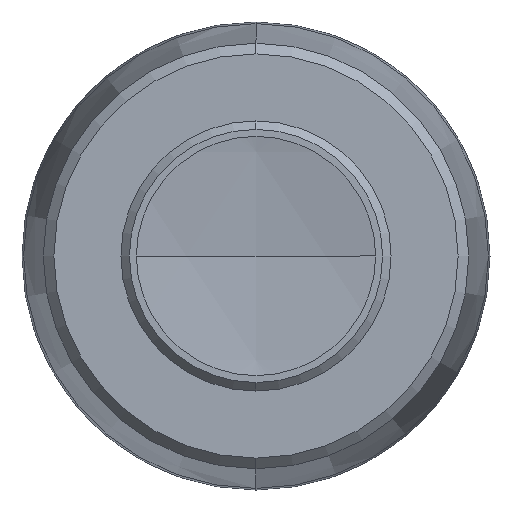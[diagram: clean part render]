
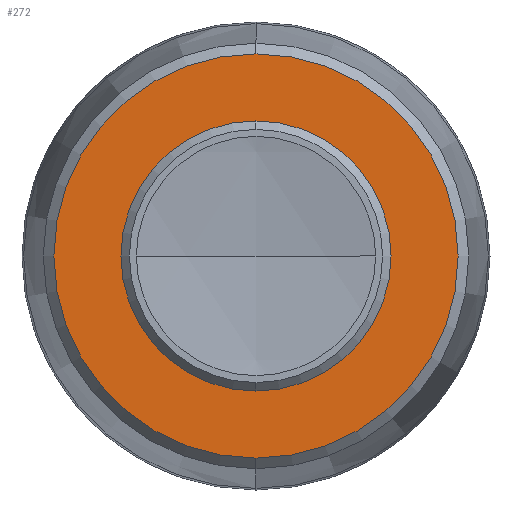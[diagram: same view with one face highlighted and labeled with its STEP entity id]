
A CAD part, left-side view. The second image highlights one B-rep face of the part: STEP entity #272.
In plain terms, the highlighted planar face has unit normal (-1, 0, 0).
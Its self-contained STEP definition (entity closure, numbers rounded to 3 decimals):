
#197 = EDGE_CURVE ( 'NONE', #198, #199, #1338, .T. ) ;
#198 = VERTEX_POINT ( 'NONE', #1329 ) ;
#199 = VERTEX_POINT ( 'NONE', #1328 ) ;
#272 = ADVANCED_FACE ( 'NONE', ( #1550, #1549 ), #1534, .T. ) ;
#273 = EDGE_LOOP ( 'NONE', ( #274, #391 ) ) ;
#274 = ORIENTED_EDGE ( 'NONE', *, *, #275, .T. ) ;
#275 = EDGE_CURVE ( 'NONE', #199, #198, #1529, .T. ) ;
#391 = ORIENTED_EDGE ( 'NONE', *, *, #197, .T. ) ;
#392 = EDGE_LOOP ( 'NONE', ( #393, #397 ) ) ;
#393 = ORIENTED_EDGE ( 'NONE', *, *, #394, .T. ) ;
#394 = EDGE_CURVE ( 'NONE', #395, #396, #1693, .T. ) ;
#395 = VERTEX_POINT ( 'NONE', #1707 ) ;
#396 = VERTEX_POINT ( 'NONE', #1706 ) ;
#397 = ORIENTED_EDGE ( 'NONE', *, *, #398, .T. ) ;
#398 = EDGE_CURVE ( 'NONE', #396, #395, #1704, .T. ) ;
#1328 = CARTESIAN_POINT ( 'NONE',  ( 17.52, 0., -19. ) ) ;
#1329 = CARTESIAN_POINT ( 'NONE',  ( 17.52, 0., 19. ) ) ;
#1330 = DIRECTION ( 'NONE',  ( 0., 0., 1. ) ) ;
#1331 = DIRECTION ( 'NONE',  ( -1., 0., 0. ) ) ;
#1332 = CARTESIAN_POINT ( 'NONE',  ( 17.52, 0., 0. ) ) ;
#1333 = AXIS2_PLACEMENT_3D ( 'NONE', #1332, #1331, #1330 ) ;
#1338 = CIRCLE ( 'NONE', #1333, 19. ) ;
#1525 = DIRECTION ( 'NONE',  ( 0., 0., 1. ) ) ;
#1526 = DIRECTION ( 'NONE',  ( -1., 0., 0. ) ) ;
#1527 = CARTESIAN_POINT ( 'NONE',  ( 17.52, 0., 0. ) ) ;
#1528 = AXIS2_PLACEMENT_3D ( 'NONE', #1527, #1526, #1525 ) ;
#1529 = CIRCLE ( 'NONE', #1528, 19. ) ;
#1530 = DIRECTION ( 'NONE',  ( 0., 0., 1. ) ) ;
#1531 = DIRECTION ( 'NONE',  ( -1., 0., 0. ) ) ;
#1532 = CARTESIAN_POINT ( 'NONE',  ( 17.52, 12., 0. ) ) ;
#1533 = AXIS2_PLACEMENT_3D ( 'NONE', #1532, #1531, #1530 ) ;
#1534 = PLANE ( 'NONE',  #1533 ) ;
#1549 = FACE_BOUND ( 'NONE', #392, .T. ) ;
#1550 = FACE_OUTER_BOUND ( 'NONE', #273, .T. ) ;
#1693 = CIRCLE ( 'NONE', #1711, 12. ) ;
#1701 = DIRECTION ( 'NONE',  ( 1., 0., 0. ) ) ;
#1702 = CARTESIAN_POINT ( 'NONE',  ( 17.52, 0., 0. ) ) ;
#1703 = AXIS2_PLACEMENT_3D ( 'NONE', #1702, #1701, #1913 ) ;
#1704 = CIRCLE ( 'NONE', #1703, 12. ) ;
#1706 = CARTESIAN_POINT ( 'NONE',  ( 17.52, 0., 12. ) ) ;
#1707 = CARTESIAN_POINT ( 'NONE',  ( 17.52, 0., -12. ) ) ;
#1708 = DIRECTION ( 'NONE',  ( 0., 0., -1. ) ) ;
#1709 = DIRECTION ( 'NONE',  ( 1., 0., 0. ) ) ;
#1710 = CARTESIAN_POINT ( 'NONE',  ( 17.52, 0., 0. ) ) ;
#1711 = AXIS2_PLACEMENT_3D ( 'NONE', #1710, #1709, #1708 ) ;
#1913 = DIRECTION ( 'NONE',  ( 0., 0., -1. ) ) ;
